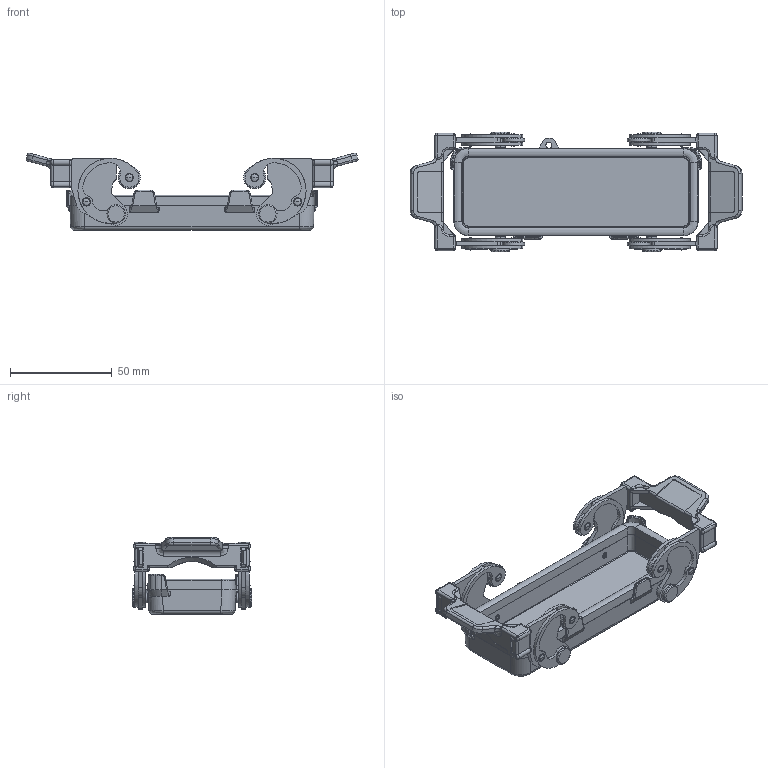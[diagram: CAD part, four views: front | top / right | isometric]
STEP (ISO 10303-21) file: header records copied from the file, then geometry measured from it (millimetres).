
FILE_DESCRIPTION(('Creo Elements/Direct Modeling STEP Export'),'2;1');
FILE_NAME('223miqb64f5tpli9560','2024-08-30T11:55:13',(''),(''),'Creo Elements/Direct Modeling STEP processor for AP214 (Solid Model)','Creo Elements/Direct Modeling 20.5B 27-May-2023 (C) Parametric Technology GmbH','');
FILE_SCHEMA(('AUTOMOTIVE_DESIGN { 1 0 10303 214 1 1 1 1 }'));
Products named in the file (2): CHC 24 G
Assembly tree (1 placements, depth 2):
  CHC 24 G
    CHC 24 G
Bounding box: 163.03 x 58.5 x 38.17 mm (x, y, z)
Volume: 50362.2 mm3; surface area: 40564.2 mm2
Topology: 1 solids, 6 shells, 1234 faces, 3084 edges, 1876 vertices
Faces by surface type: cylinder 504, plane 412, torus 116, bspline 92, sphere 56, cone 46, extrusion 8
Entity records: 54259 total; most frequent: CARTESIAN_POINT 16849, ORIENTED_EDGE 6080, DIRECTION 5447, EDGE_CURVE 3028, AXIS2_PLACEMENT_3D 2084, VERTEX_POINT 1876, EDGE_LOOP 1352, VECTOR 1279
